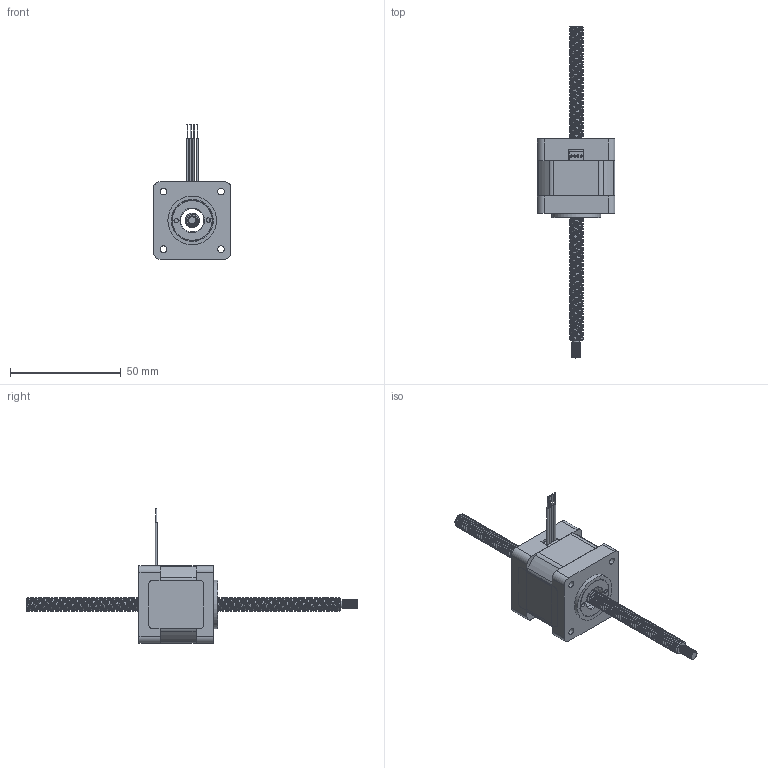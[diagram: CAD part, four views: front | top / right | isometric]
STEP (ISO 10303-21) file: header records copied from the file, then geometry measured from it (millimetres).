
FILE_DESCRIPTION(/* description */ (''),/* implementation_level */ '2;1');
FILE_NAME(/* name */ '14N21-100.stp',/* time_stamp */ '2020-08-06T10:59:48+08:00',/* author */ ('ly7227'),/* organization */ (''),/* preprocessor_version */ 'ST-DEVELOPER v16.1',/* originating_system */ 'Autodesk Inventor 2016',/* authorisation */ '');
FILE_SCHEMA (('AUTOMOTIVE_DESIGN { 1 0 10303 214 3 1 1 }'));
Length unit declared in the file: millimetre
Products named in the file (7): 02-013; 01-005; 01-006; 06-008; 05-0041; 42单厚铭牌; 14N2115D4-78SMSN-101
Assembly tree (6 placements, depth 2):
  14N2115D4-78SMSN-101
    02-013
    01-005
    01-006
    06-008
    05-0041
    42单厚铭牌
Bounding box: 35.21 x 150 x 60.65 mm (x, y, z)
Volume: 22734.9 mm3; surface area: 27526.1 mm2
Topology: 6 solids, 6 shells, 498 faces, 1369 edges, 902 vertices
Faces by surface type: plane 281, cylinder 202, cone 11, bspline 4
Full cylindrical faces by diameter (mm): 0.6 x4, 1 x4, 2 x2, 3 x5, 3.2 x4, 3.4 x4, 10.5 x1, 11 x1, 16 x1, 18 x1, 19 x3, 21.91 x2, 22 x1, 22.2 x2, 23 x2
Entity records: 29509 total; most frequent: CARTESIAN_POINT 16495, DIRECTION 2727, ORIENTED_EDGE 2618, EDGE_CURVE 1309, AXIS2_PLACEMENT_3D 927, VERTEX_POINT 888, LINE 873, VECTOR 873
